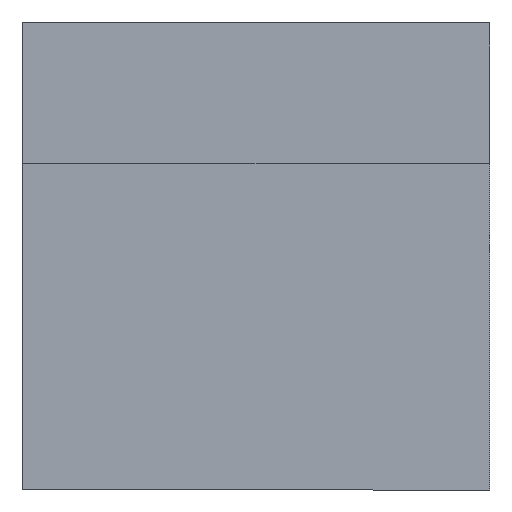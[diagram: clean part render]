
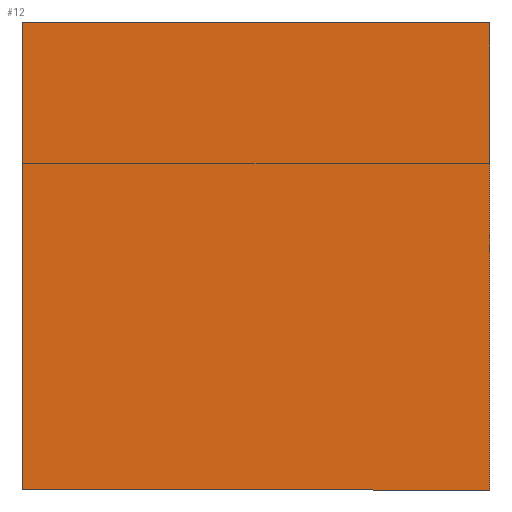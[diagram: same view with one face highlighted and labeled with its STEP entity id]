
A CAD part, front view. The second image highlights one B-rep face of the part: STEP entity #12.
In plain terms, the highlighted planar face has unit normal (0, -1, 0).
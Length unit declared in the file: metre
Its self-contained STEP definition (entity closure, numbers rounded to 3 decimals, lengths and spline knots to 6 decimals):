
#12 = ADVANCED_FACE ( 'NONE', ( #352 ), #308, .T. ) ;
#27 = AXIS2_PLACEMENT_3D ( 'NONE', #196, #189, #216 ) ;
#34 = EDGE_CURVE ( 'NONE', #349, #344, #353, .T. ) ;
#41 = EDGE_CURVE ( 'NONE', #344, #342, #426, .T. ) ;
#75 = EDGE_CURVE ( 'NONE', #421, #349, #374, .T. ) ;
#79 = EDGE_CURVE ( 'NONE', #342, #421, #336, .T. ) ;
#118 = ORIENTED_EDGE ( 'NONE', *, *, #34, .F. ) ;
#189 = DIRECTION ( 'NONE',  ( 0., -1., 0. ) ) ;
#196 = CARTESIAN_POINT ( 'NONE',  ( 0., 0., -0.5 ) ) ;
#211 = CARTESIAN_POINT ( 'NONE',  ( 0., 0., 0. ) ) ;
#216 = DIRECTION ( 'NONE',  ( 0., 0., 1. ) ) ;
#222 = CARTESIAN_POINT ( 'NONE',  ( 0., 0., -0.5 ) ) ;
#224 = CARTESIAN_POINT ( 'NONE',  ( -0.5, 0., -0.5 ) ) ;
#238 = DIRECTION ( 'NONE',  ( 1., 0., 0. ) ) ;
#241 = CARTESIAN_POINT ( 'NONE',  ( 0., 0., 0. ) ) ;
#248 = DIRECTION ( 'NONE',  ( 0., 0., -1. ) ) ;
#250 = CARTESIAN_POINT ( 'NONE',  ( 0., 0., 0. ) ) ;
#256 = CARTESIAN_POINT ( 'NONE',  ( -0.5, 0., 0. ) ) ;
#267 = DIRECTION ( 'NONE',  ( 0., 0., 1. ) ) ;
#268 = CARTESIAN_POINT ( 'NONE',  ( -0.5, 0., 0. ) ) ;
#286 = DIRECTION ( 'NONE',  ( -1., 0., 0. ) ) ;
#291 = CARTESIAN_POINT ( 'NONE',  ( 0., 0., -0.5 ) ) ;
#308 = PLANE ( 'NONE',  #27 ) ;
#320 = ORIENTED_EDGE ( 'NONE', *, *, #75, .F. ) ;
#328 = VECTOR ( 'NONE', #248, 1. ) ;
#336 = LINE ( 'NONE', #241, #338 ) ;
#338 = VECTOR ( 'NONE', #238, 1. ) ;
#342 = VERTEX_POINT ( 'NONE', #256 ) ;
#344 = VERTEX_POINT ( 'NONE', #224 ) ;
#349 = VERTEX_POINT ( 'NONE', #222 ) ;
#352 = FACE_OUTER_BOUND ( 'NONE', #355, .T. ) ;
#353 = LINE ( 'NONE', #291, #420 ) ;
#355 = EDGE_LOOP ( 'NONE', ( #320, #429, #358, #118 ) ) ;
#358 = ORIENTED_EDGE ( 'NONE', *, *, #41, .F. ) ;
#363 = VECTOR ( 'NONE', #267, 1. ) ;
#374 = LINE ( 'NONE', #250, #328 ) ;
#420 = VECTOR ( 'NONE', #286, 1. ) ;
#421 = VERTEX_POINT ( 'NONE', #211 ) ;
#426 = LINE ( 'NONE', #268, #363 ) ;
#429 = ORIENTED_EDGE ( 'NONE', *, *, #79, .F. ) ;
